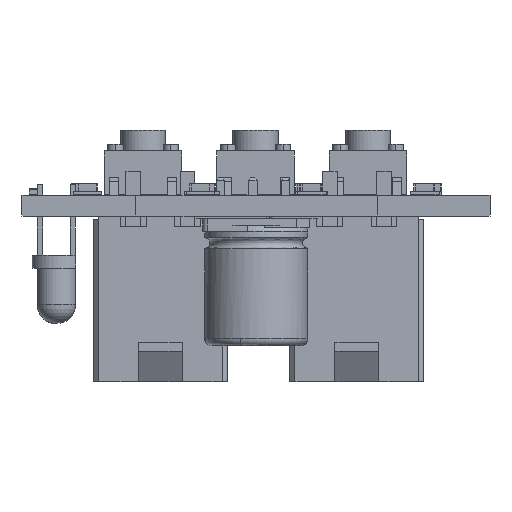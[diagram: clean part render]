
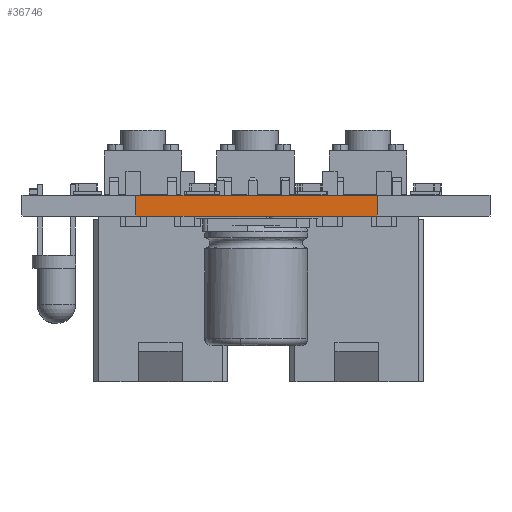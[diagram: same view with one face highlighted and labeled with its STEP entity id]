
A CAD part, front view. The second image highlights one B-rep face of the part: STEP entity #36746.
In plain terms, the highlighted planar face has unit normal (0, -1, 0).
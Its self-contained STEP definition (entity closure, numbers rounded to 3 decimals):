
#33714 = PLANE('',#33715);
#33715 = AXIS2_PLACEMENT_3D('',#33716,#33717,#33718);
#33716 = CARTESIAN_POINT('',(150.73,-99.824,1.6));
#33717 = DIRECTION('',(0.,0.,1.));
#33718 = DIRECTION('',(1.,0.,0.));
#33768 = PLANE('',#33769);
#33769 = AXIS2_PLACEMENT_3D('',#33770,#33771,#33772);
#33770 = CARTESIAN_POINT('',(150.73,-99.824,0.));
#33771 = DIRECTION('',(0.,0.,1.));
#33772 = DIRECTION('',(1.,0.,0.));
#33961 = VERTEX_POINT('',#33962);
#33962 = CARTESIAN_POINT('',(141.117,-149.225,0.));
#33976 = PLANE('',#33977);
#33977 = AXIS2_PLACEMENT_3D('',#33978,#33979,#33980);
#33978 = CARTESIAN_POINT('',(141.269,-138.557,0.));
#33979 = DIRECTION('',(1.,-0.014,0.));
#33980 = DIRECTION('',(-0.014,-1.,0.));
#33988 = EDGE_CURVE('',#33961,#33989,#33991,.T.);
#33989 = VERTEX_POINT('',#33990);
#33990 = CARTESIAN_POINT('',(159.849,-149.225,0.));
#33991 = SURFACE_CURVE('',#33992,(#33996,#34003),.PCURVE_S1.);
#33992 = LINE('',#33993,#33994);
#33993 = CARTESIAN_POINT('',(141.117,-149.225,0.));
#33994 = VECTOR('',#33995,1.);
#33995 = DIRECTION('',(1.,0.,0.));
#33996 = PCURVE('',#33768,#33997);
#33997 = DEFINITIONAL_REPRESENTATION('',(#33998),#34002);
#33998 = LINE('',#33999,#34000);
#33999 = CARTESIAN_POINT('',(-9.613,-49.401));
#34000 = VECTOR('',#34001,1.);
#34001 = DIRECTION('',(1.,0.));
#34002 = ( GEOMETRIC_REPRESENTATION_CONTEXT(2) 
PARAMETRIC_REPRESENTATION_CONTEXT() REPRESENTATION_CONTEXT('2D SPACE',''
  ) );
#34003 = PCURVE('',#34004,#34009);
#34004 = PLANE('',#34005);
#34005 = AXIS2_PLACEMENT_3D('',#34006,#34007,#34008);
#34006 = CARTESIAN_POINT('',(141.117,-149.225,0.));
#34007 = DIRECTION('',(0.,1.,0.));
#34008 = DIRECTION('',(1.,0.,0.));
#34009 = DEFINITIONAL_REPRESENTATION('',(#34010),#34014);
#34010 = LINE('',#34011,#34012);
#34011 = CARTESIAN_POINT('',(0.,0.));
#34012 = VECTOR('',#34013,1.);
#34013 = DIRECTION('',(1.,0.));
#34014 = ( GEOMETRIC_REPRESENTATION_CONTEXT(2) 
PARAMETRIC_REPRESENTATION_CONTEXT() REPRESENTATION_CONTEXT('2D SPACE',''
  ) );
#34032 = PLANE('',#34033);
#34033 = AXIS2_PLACEMENT_3D('',#34034,#34035,#34036);
#34034 = CARTESIAN_POINT('',(159.849,-149.225,0.));
#34035 = DIRECTION('',(-1.,0.,0.));
#34036 = DIRECTION('',(0.,1.,0.));
#35416 = VERTEX_POINT('',#35417);
#35417 = CARTESIAN_POINT('',(141.117,-149.225,1.6));
#35438 = EDGE_CURVE('',#35416,#35439,#35441,.T.);
#35439 = VERTEX_POINT('',#35440);
#35440 = CARTESIAN_POINT('',(159.849,-149.225,1.6));
#35441 = SURFACE_CURVE('',#35442,(#35446,#35453),.PCURVE_S1.);
#35442 = LINE('',#35443,#35444);
#35443 = CARTESIAN_POINT('',(141.117,-149.225,1.6));
#35444 = VECTOR('',#35445,1.);
#35445 = DIRECTION('',(1.,0.,0.));
#35446 = PCURVE('',#33714,#35447);
#35447 = DEFINITIONAL_REPRESENTATION('',(#35448),#35452);
#35448 = LINE('',#35449,#35450);
#35449 = CARTESIAN_POINT('',(-9.613,-49.401));
#35450 = VECTOR('',#35451,1.);
#35451 = DIRECTION('',(1.,0.));
#35452 = ( GEOMETRIC_REPRESENTATION_CONTEXT(2) 
PARAMETRIC_REPRESENTATION_CONTEXT() REPRESENTATION_CONTEXT('2D SPACE',''
  ) );
#35453 = PCURVE('',#34004,#35454);
#35454 = DEFINITIONAL_REPRESENTATION('',(#35455),#35459);
#35455 = LINE('',#35456,#35457);
#35456 = CARTESIAN_POINT('',(0.,-1.6));
#35457 = VECTOR('',#35458,1.);
#35458 = DIRECTION('',(1.,0.));
#35459 = ( GEOMETRIC_REPRESENTATION_CONTEXT(2) 
PARAMETRIC_REPRESENTATION_CONTEXT() REPRESENTATION_CONTEXT('2D SPACE',''
  ) );
#36698 = EDGE_CURVE('',#33961,#35416,#36699,.T.);
#36699 = SURFACE_CURVE('',#36700,(#36704,#36711),.PCURVE_S1.);
#36700 = LINE('',#36701,#36702);
#36701 = CARTESIAN_POINT('',(141.117,-149.225,0.));
#36702 = VECTOR('',#36703,1.);
#36703 = DIRECTION('',(0.,0.,1.));
#36704 = PCURVE('',#33976,#36705);
#36705 = DEFINITIONAL_REPRESENTATION('',(#36706),#36710);
#36706 = LINE('',#36707,#36708);
#36707 = CARTESIAN_POINT('',(10.669,0.));
#36708 = VECTOR('',#36709,1.);
#36709 = DIRECTION('',(0.,-1.));
#36710 = ( GEOMETRIC_REPRESENTATION_CONTEXT(2) 
PARAMETRIC_REPRESENTATION_CONTEXT() REPRESENTATION_CONTEXT('2D SPACE',''
  ) );
#36711 = PCURVE('',#34004,#36712);
#36712 = DEFINITIONAL_REPRESENTATION('',(#36713),#36717);
#36713 = LINE('',#36714,#36715);
#36714 = CARTESIAN_POINT('',(0.,0.));
#36715 = VECTOR('',#36716,1.);
#36716 = DIRECTION('',(0.,-1.));
#36717 = ( GEOMETRIC_REPRESENTATION_CONTEXT(2) 
PARAMETRIC_REPRESENTATION_CONTEXT() REPRESENTATION_CONTEXT('2D SPACE',''
  ) );
#36746 = ADVANCED_FACE('',(#36747),#34004,.F.);
#36747 = FACE_BOUND('',#36748,.F.);
#36748 = EDGE_LOOP('',(#36749,#36750,#36751,#36772));
#36749 = ORIENTED_EDGE('',*,*,#36698,.T.);
#36750 = ORIENTED_EDGE('',*,*,#35438,.T.);
#36751 = ORIENTED_EDGE('',*,*,#36752,.F.);
#36752 = EDGE_CURVE('',#33989,#35439,#36753,.T.);
#36753 = SURFACE_CURVE('',#36754,(#36758,#36765),.PCURVE_S1.);
#36754 = LINE('',#36755,#36756);
#36755 = CARTESIAN_POINT('',(159.849,-149.225,0.));
#36756 = VECTOR('',#36757,1.);
#36757 = DIRECTION('',(0.,0.,1.));
#36758 = PCURVE('',#34004,#36759);
#36759 = DEFINITIONAL_REPRESENTATION('',(#36760),#36764);
#36760 = LINE('',#36761,#36762);
#36761 = CARTESIAN_POINT('',(18.732,0.));
#36762 = VECTOR('',#36763,1.);
#36763 = DIRECTION('',(0.,-1.));
#36764 = ( GEOMETRIC_REPRESENTATION_CONTEXT(2) 
PARAMETRIC_REPRESENTATION_CONTEXT() REPRESENTATION_CONTEXT('2D SPACE',''
  ) );
#36765 = PCURVE('',#34032,#36766);
#36766 = DEFINITIONAL_REPRESENTATION('',(#36767),#36771);
#36767 = LINE('',#36768,#36769);
#36768 = CARTESIAN_POINT('',(0.,0.));
#36769 = VECTOR('',#36770,1.);
#36770 = DIRECTION('',(0.,-1.));
#36771 = ( GEOMETRIC_REPRESENTATION_CONTEXT(2) 
PARAMETRIC_REPRESENTATION_CONTEXT() REPRESENTATION_CONTEXT('2D SPACE',''
  ) );
#36772 = ORIENTED_EDGE('',*,*,#33988,.F.);
